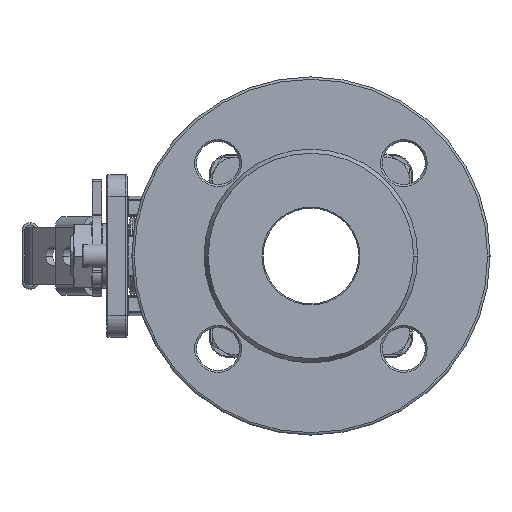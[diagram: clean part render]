
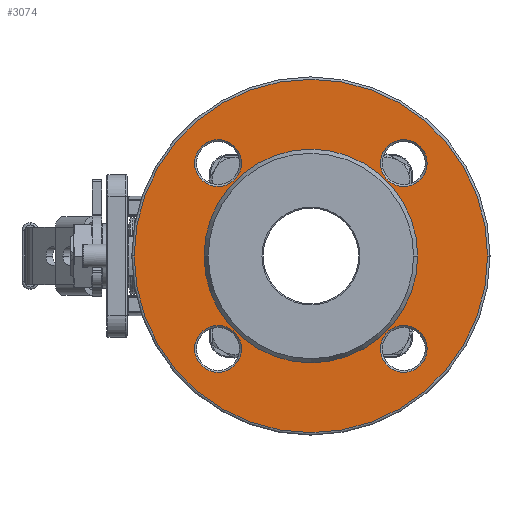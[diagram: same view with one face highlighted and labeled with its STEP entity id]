
A CAD part, left-side view. The second image highlights one B-rep face of the part: STEP entity #3074.
In plain terms, the highlighted planar face has unit normal (-1, 0, 0).
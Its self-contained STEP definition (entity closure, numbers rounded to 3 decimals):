
#2219 = CARTESIAN_POINT ( 'NONE',  ( -76., 0., 0. ) ) ;
#2868 = EDGE_LOOP ( 'NONE', ( #42082, #48975 ) ) ;
#3074 = ADVANCED_FACE ( 'NONE', ( #48284, #9590, #7401, #57027, #35915, #15471 ), #44063, .T. ) ;
#3935 = CARTESIAN_POINT ( 'NONE',  ( -76., 38.891, 38.891 ) ) ;
#4210 = VERTEX_POINT ( 'NONE', #46040 ) ;
#4310 = CARTESIAN_POINT ( 'NONE',  ( -76., -38.891, 29.091 ) ) ;
#5236 = DIRECTION ( 'NONE',  ( 0., -1., 0. ) ) ;
#5435 = DIRECTION ( 'NONE',  ( 1., 0., 0. ) ) ;
#5602 = CIRCLE ( 'NONE', #20718, 74. ) ;
#7207 = EDGE_LOOP ( 'NONE', ( #21344, #38373 ) ) ;
#7401 = FACE_BOUND ( 'NONE', #31454, .T. ) ;
#7418 = AXIS2_PLACEMENT_3D ( 'NONE', #24672, #5435, #5236 ) ;
#7569 = AXIS2_PLACEMENT_3D ( 'NONE', #37870, #28537, #14640 ) ;
#8144 = EDGE_CURVE ( 'NONE', #49876, #39388, #19990, .T. ) ;
#8995 = AXIS2_PLACEMENT_3D ( 'NONE', #3935, #49832, #26654 ) ;
#9590 = FACE_BOUND ( 'NONE', #2868, .T. ) ;
#9871 = CIRCLE ( 'NONE', #44669, 74. ) ;
#10009 = ORIENTED_EDGE ( 'NONE', *, *, #16179, .T. ) ;
#10368 = DIRECTION ( 'NONE',  ( 1., 0., 0. ) ) ;
#10428 = CARTESIAN_POINT ( 'NONE',  ( -76., 0., 0. ) ) ;
#10797 = CARTESIAN_POINT ( 'NONE',  ( -76., -38.891, -29.091 ) ) ;
#11096 = EDGE_CURVE ( 'NONE', #11881, #4210, #15998, .T. ) ;
#11881 = VERTEX_POINT ( 'NONE', #35321 ) ;
#11990 = ORIENTED_EDGE ( 'NONE', *, *, #52483, .T. ) ;
#12189 = EDGE_LOOP ( 'NONE', ( #11990, #34612 ) ) ;
#12254 = VERTEX_POINT ( 'NONE', #12931 ) ;
#12358 = CARTESIAN_POINT ( 'NONE',  ( -76., 38.891, 29.091 ) ) ;
#12931 = CARTESIAN_POINT ( 'NONE',  ( -76., -38.891, 48.691 ) ) ;
#13136 = EDGE_CURVE ( 'NONE', #47093, #16653, #39077, .T. ) ;
#13534 = CARTESIAN_POINT ( 'NONE',  ( -76., 44.732, 0. ) ) ;
#14438 = AXIS2_PLACEMENT_3D ( 'NONE', #42465, #33582, #43079 ) ;
#14640 = DIRECTION ( 'NONE',  ( 0., -1., 0. ) ) ;
#15122 = DIRECTION ( 'NONE',  ( 0., -1., 0. ) ) ;
#15471 = FACE_BOUND ( 'NONE', #42246, .T. ) ;
#15627 = EDGE_CURVE ( 'NONE', #39388, #49876, #50071, .T. ) ;
#15757 = CARTESIAN_POINT ( 'NONE',  ( -76., -74., 0. ) ) ;
#15868 = DIRECTION ( 'NONE',  ( 0., -1., 0. ) ) ;
#15998 = CIRCLE ( 'NONE', #14438, 9.8 ) ;
#16179 = EDGE_CURVE ( 'NONE', #35911, #25454, #9871, .T. ) ;
#16653 = VERTEX_POINT ( 'NONE', #28751 ) ;
#17412 = AXIS2_PLACEMENT_3D ( 'NONE', #20999, #44756, #21403 ) ;
#18793 = DIRECTION ( 'NONE',  ( 0., -1., 0. ) ) ;
#19328 = DIRECTION ( 'NONE',  ( 0., -1., 0. ) ) ;
#19529 = EDGE_CURVE ( 'NONE', #44721, #12254, #50352, .T. ) ;
#19593 = CIRCLE ( 'NONE', #8995, 9.8 ) ;
#19990 = CIRCLE ( 'NONE', #17412, 9.8 ) ;
#20718 = AXIS2_PLACEMENT_3D ( 'NONE', #28481, #56745, #19328 ) ;
#20999 = CARTESIAN_POINT ( 'NONE',  ( -76., -38.891, -38.891 ) ) ;
#21006 = DIRECTION ( 'NONE',  ( 1., 0., 0. ) ) ;
#21344 = ORIENTED_EDGE ( 'NONE', *, *, #46737, .T. ) ;
#21403 = DIRECTION ( 'NONE',  ( 0., -1., 0. ) ) ;
#21860 = EDGE_CURVE ( 'NONE', #25845, #58193, #48949, .T. ) ;
#24389 = CARTESIAN_POINT ( 'NONE',  ( -76., -44.732, 0. ) ) ;
#24672 = CARTESIAN_POINT ( 'NONE',  ( -76., 38.891, 38.891 ) ) ;
#25028 = ORIENTED_EDGE ( 'NONE', *, *, #57255, .T. ) ;
#25454 = VERTEX_POINT ( 'NONE', #15757 ) ;
#25605 = DIRECTION ( 'NONE',  ( -1., 0., 0. ) ) ;
#25845 = VERTEX_POINT ( 'NONE', #13534 ) ;
#25869 = ORIENTED_EDGE ( 'NONE', *, *, #8144, .T. ) ;
#26654 = DIRECTION ( 'NONE',  ( 0., -1., 0. ) ) ;
#28481 = CARTESIAN_POINT ( 'NONE',  ( -76., 0., 0. ) ) ;
#28537 = DIRECTION ( 'NONE',  ( 1., 0., 0. ) ) ;
#28751 = CARTESIAN_POINT ( 'NONE',  ( -76., 38.891, 48.691 ) ) ;
#30430 = DIRECTION ( 'NONE',  ( 0., 1., 0. ) ) ;
#31454 = EDGE_LOOP ( 'NONE', ( #47430, #25869 ) ) ;
#33198 = CIRCLE ( 'NONE', #46619, 9.8 ) ;
#33474 = CIRCLE ( 'NONE', #44251, 44.732 ) ;
#33582 = DIRECTION ( 'NONE',  ( 1., 0., 0. ) ) ;
#34612 = ORIENTED_EDGE ( 'NONE', *, *, #13136, .T. ) ;
#34724 = CARTESIAN_POINT ( 'NONE',  ( -76., 0., 0. ) ) ;
#35321 = CARTESIAN_POINT ( 'NONE',  ( -76., 38.891, -29.091 ) ) ;
#35844 = ORIENTED_EDGE ( 'NONE', *, *, #50184, .T. ) ;
#35911 = VERTEX_POINT ( 'NONE', #37321 ) ;
#35915 = FACE_OUTER_BOUND ( 'NONE', #36458, .T. ) ;
#36458 = EDGE_LOOP ( 'NONE', ( #35844, #10009 ) ) ;
#36651 = AXIS2_PLACEMENT_3D ( 'NONE', #34724, #39356, #30430 ) ;
#37321 = CARTESIAN_POINT ( 'NONE',  ( -76., 74., 0. ) ) ;
#37870 = CARTESIAN_POINT ( 'NONE',  ( -76., -38.891, 38.891 ) ) ;
#38276 = CARTESIAN_POINT ( 'NONE',  ( -76., -38.891, -38.891 ) ) ;
#38373 = ORIENTED_EDGE ( 'NONE', *, *, #19529, .T. ) ;
#38791 = DIRECTION ( 'NONE',  ( 0., -1., 0. ) ) ;
#39077 = CIRCLE ( 'NONE', #7418, 9.8 ) ;
#39356 = DIRECTION ( 'NONE',  ( 1., 0., 0. ) ) ;
#39388 = VERTEX_POINT ( 'NONE', #10797 ) ;
#39853 = CARTESIAN_POINT ( 'NONE',  ( -76., -38.891, -48.691 ) ) ;
#41323 = DIRECTION ( 'NONE',  ( 1., 0., 0. ) ) ;
#42082 = ORIENTED_EDGE ( 'NONE', *, *, #11096, .T. ) ;
#42246 = EDGE_LOOP ( 'NONE', ( #53102, #25028 ) ) ;
#42465 = CARTESIAN_POINT ( 'NONE',  ( -76., 38.891, -38.891 ) ) ;
#43079 = DIRECTION ( 'NONE',  ( 0., -1., 0. ) ) ;
#43106 = CIRCLE ( 'NONE', #7569, 9.8 ) ;
#44063 = PLANE ( 'NONE',  #60468 ) ;
#44251 = AXIS2_PLACEMENT_3D ( 'NONE', #2219, #49741, #54215 ) ;
#44289 = AXIS2_PLACEMENT_3D ( 'NONE', #48887, #21006, #15868 ) ;
#44669 = AXIS2_PLACEMENT_3D ( 'NONE', #10428, #47117, #15122 ) ;
#44721 = VERTEX_POINT ( 'NONE', #4310 ) ;
#44756 = DIRECTION ( 'NONE',  ( 1., 0., 0. ) ) ;
#45803 = EDGE_CURVE ( 'NONE', #4210, #11881, #33198, .T. ) ;
#46040 = CARTESIAN_POINT ( 'NONE',  ( -76., 38.891, -48.691 ) ) ;
#46619 = AXIS2_PLACEMENT_3D ( 'NONE', #55223, #41323, #18793 ) ;
#46737 = EDGE_CURVE ( 'NONE', #12254, #44721, #43106, .T. ) ;
#47093 = VERTEX_POINT ( 'NONE', #12358 ) ;
#47117 = DIRECTION ( 'NONE',  ( -1., 0., 0. ) ) ;
#47430 = ORIENTED_EDGE ( 'NONE', *, *, #15627, .T. ) ;
#48284 = FACE_BOUND ( 'NONE', #12189, .T. ) ;
#48887 = CARTESIAN_POINT ( 'NONE',  ( -76., -38.891, 38.891 ) ) ;
#48949 = CIRCLE ( 'NONE', #36651, 44.732 ) ;
#48975 = ORIENTED_EDGE ( 'NONE', *, *, #45803, .T. ) ;
#49004 = CARTESIAN_POINT ( 'NONE',  ( -76., 75., 0. ) ) ;
#49741 = DIRECTION ( 'NONE',  ( 1., 0., 0. ) ) ;
#49832 = DIRECTION ( 'NONE',  ( 1., 0., 0. ) ) ;
#49876 = VERTEX_POINT ( 'NONE', #39853 ) ;
#50071 = CIRCLE ( 'NONE', #58704, 9.8 ) ;
#50184 = EDGE_CURVE ( 'NONE', #25454, #35911, #5602, .T. ) ;
#50352 = CIRCLE ( 'NONE', #44289, 9.8 ) ;
#51328 = DIRECTION ( 'NONE',  ( 0., -1., 0. ) ) ;
#52483 = EDGE_CURVE ( 'NONE', #16653, #47093, #19593, .T. ) ;
#53102 = ORIENTED_EDGE ( 'NONE', *, *, #21860, .T. ) ;
#54215 = DIRECTION ( 'NONE',  ( 0., 1., 0. ) ) ;
#55223 = CARTESIAN_POINT ( 'NONE',  ( -76., 38.891, -38.891 ) ) ;
#56745 = DIRECTION ( 'NONE',  ( -1., 0., 0. ) ) ;
#57027 = FACE_BOUND ( 'NONE', #7207, .T. ) ;
#57255 = EDGE_CURVE ( 'NONE', #58193, #25845, #33474, .T. ) ;
#58193 = VERTEX_POINT ( 'NONE', #24389 ) ;
#58704 = AXIS2_PLACEMENT_3D ( 'NONE', #38276, #10368, #51328 ) ;
#60468 = AXIS2_PLACEMENT_3D ( 'NONE', #49004, #25605, #38791 ) ;
